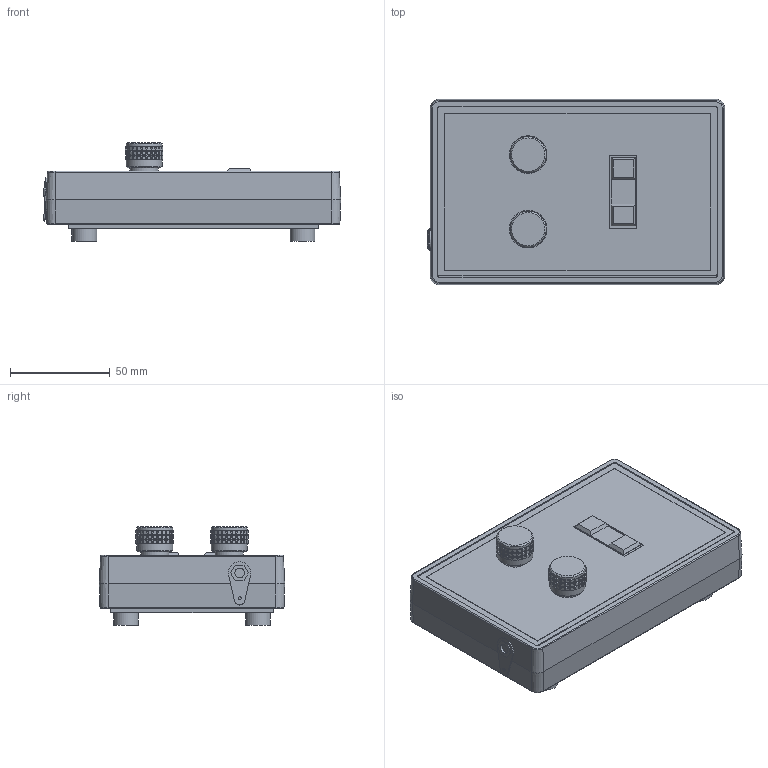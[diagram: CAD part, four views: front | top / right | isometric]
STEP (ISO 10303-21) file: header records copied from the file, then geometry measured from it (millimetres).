
FILE_DESCRIPTION((''),'2;1');
FILE_NAME('mc1000e-1.stp','2009-04-28T13:32:16',('JC'),(''),'Autodesk Inventor 11','Autodesk Inventor 11','');
FILE_SCHEMA(('AUTOMOTIVE_DESIGN { 1 0 10303 214 1 1 1 1 }'));
Length unit declared in the file: inch
Products named in the file (1): mc1000e-11
Bounding box: 148.94 x 92.94 x 49.53 mm (x, y, z)
Volume: 388932.8 mm3; surface area: 44666.1 mm2
Topology: 3 solids, 3 shells, 835 faces, 1999 edges, 1321 vertices
Faces by surface type: plane 789, cylinder 26, cone 12, torus 8
Full cylindrical faces by diameter (mm): 1.524 x1, 4.855 x1, 12.446 x4, 14.224 x2, 18.034 x2
Entity records: 23789 total; most frequent: CARTESIAN_POINT 4106, DIRECTION 4000, ORIENTED_EDGE 3928, EDGE_CURVE 1964, VECTOR 1600, LINE 1600, VERTEX_POINT 1306, AXIS2_PLACEMENT_3D 1200
